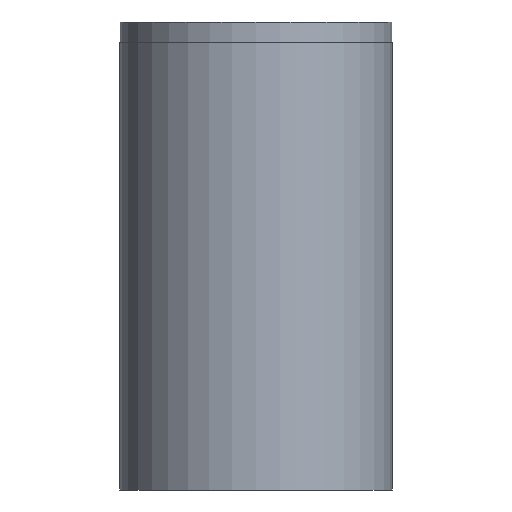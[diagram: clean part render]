
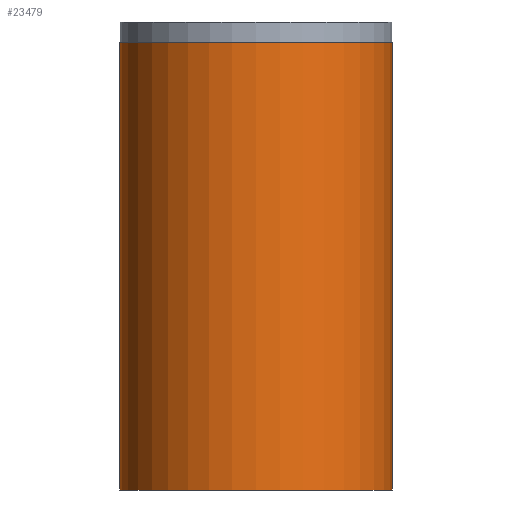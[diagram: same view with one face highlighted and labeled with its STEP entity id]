
A CAD part, front view. The second image highlights one B-rep face of the part: STEP entity #23479.
In plain terms, the highlighted cylindrical face has radius 33.2 mm (diameter 66.4 mm), a full revolution.
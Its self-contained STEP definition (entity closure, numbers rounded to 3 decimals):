
#3410=FACE_OUTER_BOUND('',#5552,.T.);
#5552=EDGE_LOOP('',(#21605,#21606,#21607,#21608));
#6832=LINE('',#49268,#8110);
#8110=VECTOR('',#33038,33.2);
#9566=CIRCLE('',#26004,33.2);
#9739=CIRCLE('',#26279,33.2);
#11633=VERTEX_POINT('',#47018);
#11773=VERTEX_POINT('',#49266);
#14761=EDGE_CURVE('',#11633,#11633,#9566,.T.);
#15051=EDGE_CURVE('',#11773,#11773,#9739,.T.);
#15052=EDGE_CURVE('',#11773,#11633,#6832,.T.);
#21605=ORIENTED_EDGE('',*,*,#15051,.F.);
#21606=ORIENTED_EDGE('',*,*,#15052,.T.);
#21607=ORIENTED_EDGE('',*,*,#14761,.T.);
#21608=ORIENTED_EDGE('',*,*,#15052,.F.);
#22228=CYLINDRICAL_SURFACE('',#26278,33.2);
#23479=ADVANCED_FACE('',(#3410),#22228,.T.);
#26004=AXIS2_PLACEMENT_3D('',#47019,#32433,#32434);
#26278=AXIS2_PLACEMENT_3D('',#49265,#33034,#33035);
#26279=AXIS2_PLACEMENT_3D('',#49267,#33036,#33037);
#32433=DIRECTION('center_axis',(0.,0.,1.));
#32434=DIRECTION('ref_axis',(1.,0.,0.));
#33034=DIRECTION('center_axis',(0.,0.,1.));
#33035=DIRECTION('ref_axis',(1.,0.,0.));
#33036=DIRECTION('center_axis',(0.,0.,1.));
#33037=DIRECTION('ref_axis',(1.,0.,0.));
#33038=DIRECTION('',(0.,0.,-1.));
#47018=CARTESIAN_POINT('',(-33.2,0.,0.));
#47019=CARTESIAN_POINT('Origin',(0.,0.,0.));
#49265=CARTESIAN_POINT('Origin',(0.,0.,0.));
#49266=CARTESIAN_POINT('',(-33.2,0.,109.));
#49267=CARTESIAN_POINT('Origin',(0.,0.,109.));
#49268=CARTESIAN_POINT('',(-33.2,0.,0.));
